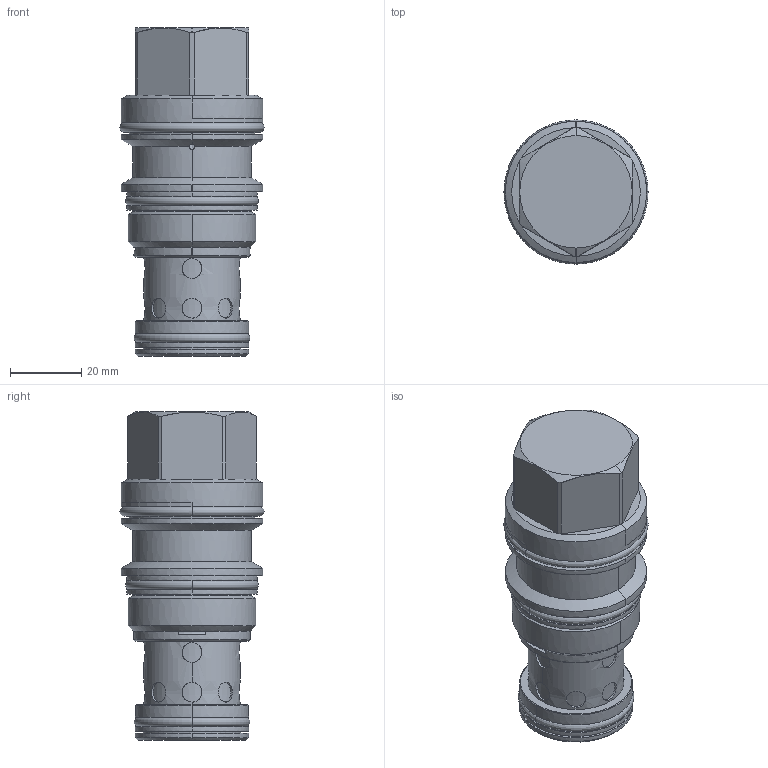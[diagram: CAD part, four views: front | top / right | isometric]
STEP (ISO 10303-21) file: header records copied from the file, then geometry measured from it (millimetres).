
FILE_DESCRIPTION((''),'2;1');
FILE_NAME('LOHOXDN','2017-06-22T',('SVC_Sigmax'),(''),'PRO/ENGINEER BY PARAMETRIC TECHNOLOGY CORPORATION, 2016010','PRO/ENGINEER BY PARAMETRIC TECHNOLOGY CORPORATION, 2016010','');
FILE_SCHEMA(('CONFIG_CONTROL_DESIGN'));
Length unit declared in the file: inch
Products named in the file (1): LOHOXDN
Bounding box: 40.36 x 40.36 x 92.08 mm (x, y, z)
Surface area: 22605.1 mm2 (no closed solid volume)
Topology: 0 solids, 0 shells, 192 faces, 872 edges, 858 vertices
Faces by surface type: bspline 169, torus 23
Entity records: 30994 total; most frequent: CARTESIAN_POINT 23476, DIRECTION 1178, TRIMMED_CURVE 936, DEFINITIONAL_REPRESENTATION 844, PCURVE 844, COMPOSITE_CURVE_SEGMENT 844, VECTOR 740, LINE 740
